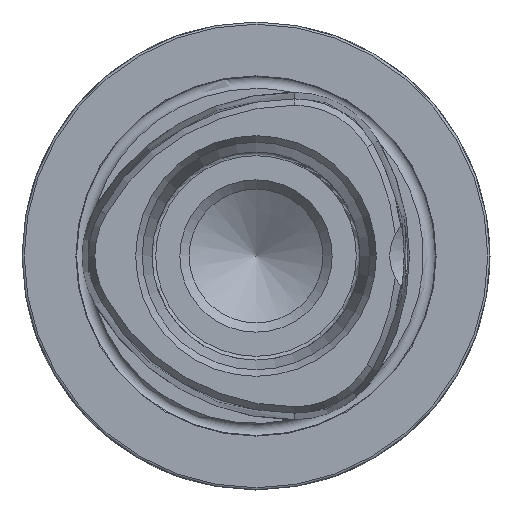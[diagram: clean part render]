
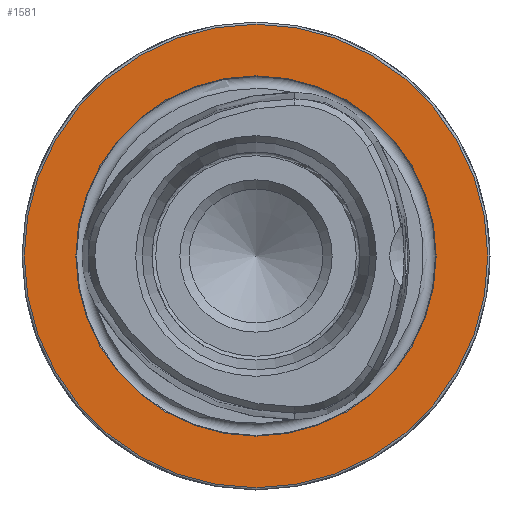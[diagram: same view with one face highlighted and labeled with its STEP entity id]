
A CAD part, left-side view. The second image highlights one B-rep face of the part: STEP entity #1581.
In plain terms, the highlighted planar face has unit normal (-1, 0, 0).
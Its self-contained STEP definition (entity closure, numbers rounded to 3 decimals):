
#84 = CIRCLE ( 'NONE', #1840, 31.2 ) ;
#232 = EDGE_CURVE ( 'NONE', #1371, #1371, #2526, .T. ) ;
#404 = AXIS2_PLACEMENT_3D ( 'NONE', #696, #681, #2195 ) ;
#561 = ORIENTED_EDGE ( 'NONE', *, *, #232, .F. ) ;
#681 = DIRECTION ( 'NONE',  ( -1., 0., 0. ) ) ;
#696 = CARTESIAN_POINT ( 'NONE',  ( 0., 0., 0. ) ) ;
#751 = FACE_OUTER_BOUND ( 'NONE', #2009, .T. ) ;
#760 = AXIS2_PLACEMENT_3D ( 'NONE', #1800, #1005, #2062 ) ;
#1005 = DIRECTION ( 'NONE',  ( 1., 0., 0. ) ) ;
#1140 = CARTESIAN_POINT ( 'NONE',  ( 0., 0., 24.25 ) ) ;
#1296 = CARTESIAN_POINT ( 'NONE',  ( 0., 0., 0. ) ) ;
#1371 = VERTEX_POINT ( 'NONE', #1140 ) ;
#1382 = ORIENTED_EDGE ( 'NONE', *, *, #2703, .T. ) ;
#1560 = CARTESIAN_POINT ( 'NONE',  ( 0., 0., 31.2 ) ) ;
#1581 = ADVANCED_FACE ( 'NONE', ( #1655, #751 ), #2053, .F. ) ;
#1655 = FACE_BOUND ( 'NONE', #2447, .T. ) ;
#1698 = VERTEX_POINT ( 'NONE', #1560 ) ;
#1711 = DIRECTION ( 'NONE',  ( -1., 0., 0. ) ) ;
#1800 = CARTESIAN_POINT ( 'NONE',  ( 0., 24.25, 0. ) ) ;
#1840 = AXIS2_PLACEMENT_3D ( 'NONE', #1296, #1711, #2153 ) ;
#2009 = EDGE_LOOP ( 'NONE', ( #1382 ) ) ;
#2053 = PLANE ( 'NONE',  #760 ) ;
#2062 = DIRECTION ( 'NONE',  ( 0., 0., -1. ) ) ;
#2153 = DIRECTION ( 'NONE',  ( 0., 0., 1. ) ) ;
#2195 = DIRECTION ( 'NONE',  ( 0., 0., 1. ) ) ;
#2447 = EDGE_LOOP ( 'NONE', ( #561 ) ) ;
#2526 = CIRCLE ( 'NONE', #404, 24.25 ) ;
#2703 = EDGE_CURVE ( 'NONE', #1698, #1698, #84, .T. ) ;
